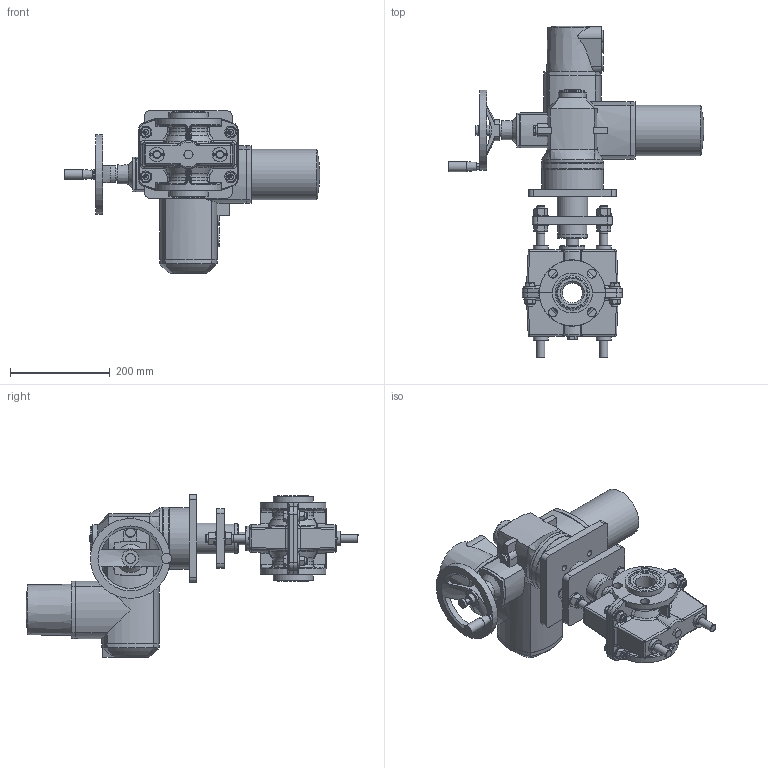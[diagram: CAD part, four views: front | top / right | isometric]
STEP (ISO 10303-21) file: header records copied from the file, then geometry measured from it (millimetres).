
FILE_DESCRIPTION((''),'2;1');
FILE_NAME('BE40E10-113.stp','2018-11-22T15:55:12',('Niko.Tikander'),(''),'Autodesk Inventor 2011','Autodesk Inventor 2011','');
FILE_SCHEMA(('AUTOMOTIVE_DESIGN { 1 0 10303 214 1 1 1 1 }'));
Length unit declared in the file: inch
Products named in the file (1): BE40E10-113
Bounding box: 511.98 x 665.11 x 325.3 mm (x, y, z)
Surface area: 1178032 mm2 (no closed solid volume)
Topology: 0 solids, 87 shells, 1425 faces, 3217 edges, 1959 vertices
Faces by surface type: plane 433, cylinder 427, bspline 258, cone 219, torus 69, sphere 19
Full cylindrical faces by diameter (mm): 4 x14, 5 x5, 6 x7, 7.3 x1, 8 x2, 9.3 x1, 10 x6, 12 x12, 14 x19, 16 x12, 16.5 x4, 18 x14, 19 x2, 20 x3, 21 x1, 22 x4, 24 x9, 24.1 x4, 24.5 x4, 25 x5, 26 x4, 26.441 x4, 30 x14, 33.6 x1, 34 x1, 38.3 x1, 39 x1, 40 x4, 41.91 x1, 42 x1
Entity records: 63103 total; most frequent: CARTESIAN_POINT 32677, DIRECTION 5901, ORIENTED_EDGE 5782, EDGE_CURVE 2919, AXIS2_PLACEMENT_3D 2582, VERTEX_POINT 1914, EDGE_LOOP 1865, FACE_OUTER_BOUND 1425
